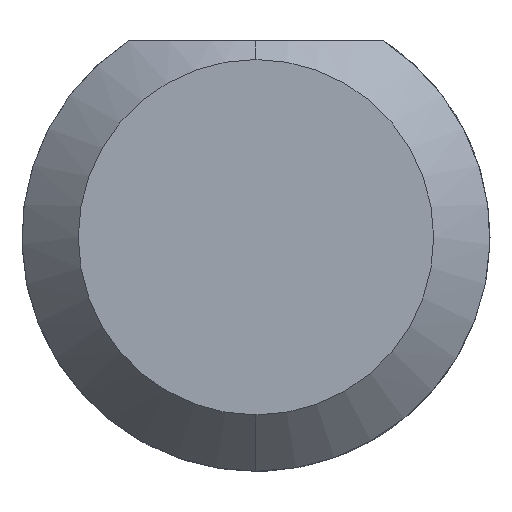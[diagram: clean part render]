
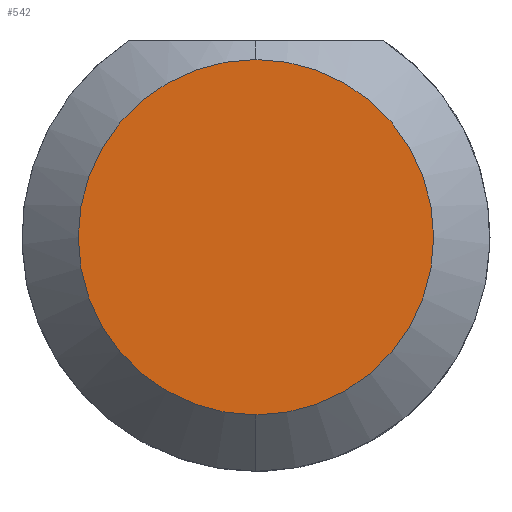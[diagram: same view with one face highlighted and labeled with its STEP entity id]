
A CAD part, left-side view. The second image highlights one B-rep face of the part: STEP entity #542.
In plain terms, the highlighted planar face has unit normal (-1, 0, 0).
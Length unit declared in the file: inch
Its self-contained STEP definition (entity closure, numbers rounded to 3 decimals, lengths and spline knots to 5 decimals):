
#64 = CARTESIAN_POINT ( 'NONE',  ( 0., 0., 0. ) ) ;
#128 = FACE_OUTER_BOUND ( 'NONE', #476, .T. ) ;
#156 = ORIENTED_EDGE ( 'NONE', *, *, #229, .T. ) ;
#228 = VERTEX_POINT ( 'NONE', #260 ) ;
#229 = EDGE_CURVE ( 'NONE', #359, #228, #239, .T. ) ;
#239 = CIRCLE ( 'NONE', #365, 0.04735 ) ;
#260 = CARTESIAN_POINT ( 'NONE',  ( 0., 0., 0.04735 ) ) ;
#330 = DIRECTION ( 'NONE',  ( 1., 0., 0. ) ) ;
#359 = VERTEX_POINT ( 'NONE', #495 ) ;
#365 = AXIS2_PLACEMENT_3D ( 'NONE', #586, #465, #809 ) ;
#366 = AXIS2_PLACEMENT_3D ( 'NONE', #64, #330, #588 ) ;
#465 = DIRECTION ( 'NONE',  ( -1., 0., 0. ) ) ;
#476 = EDGE_LOOP ( 'NONE', ( #156, #724 ) ) ;
#495 = CARTESIAN_POINT ( 'NONE',  ( 0., 0., -0.04735 ) ) ;
#534 = PLANE ( 'NONE',  #366 ) ;
#538 = CIRCLE ( 'NONE', #805, 0.04735 ) ;
#542 = ADVANCED_FACE ( 'NONE', ( #128 ), #534, .F. ) ;
#586 = CARTESIAN_POINT ( 'NONE',  ( 0., 0., 0. ) ) ;
#588 = DIRECTION ( 'NONE',  ( 0., 0., -1. ) ) ;
#668 = EDGE_CURVE ( 'NONE', #228, #359, #538, .T. ) ;
#686 = CARTESIAN_POINT ( 'NONE',  ( 0., 0., 0. ) ) ;
#724 = ORIENTED_EDGE ( 'NONE', *, *, #668, .T. ) ;
#751 = DIRECTION ( 'NONE',  ( -1., 0., 0. ) ) ;
#805 = AXIS2_PLACEMENT_3D ( 'NONE', #686, #751, #811 ) ;
#809 = DIRECTION ( 'NONE',  ( 0., 0., -1. ) ) ;
#811 = DIRECTION ( 'NONE',  ( 0., 0., -1. ) ) ;
